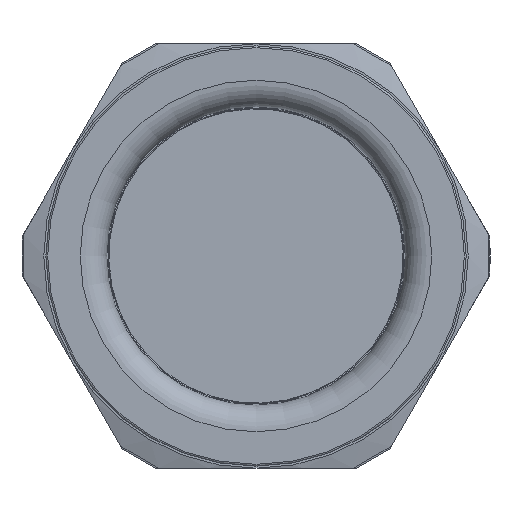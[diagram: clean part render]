
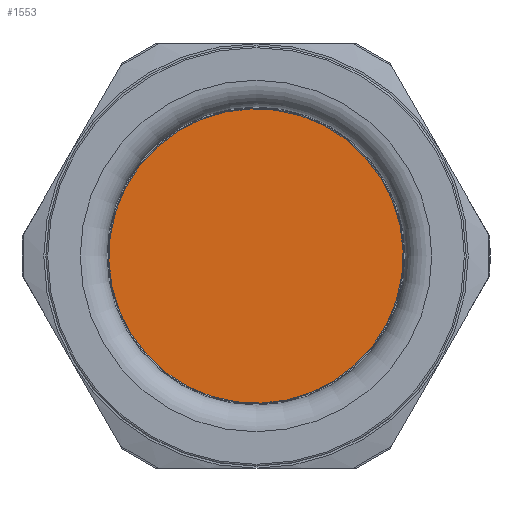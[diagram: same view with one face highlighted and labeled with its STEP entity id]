
A CAD part, left-side view. The second image highlights one B-rep face of the part: STEP entity #1553.
In plain terms, the highlighted planar face has unit normal (-1, 0, 0).
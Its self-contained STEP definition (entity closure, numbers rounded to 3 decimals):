
#203=PLANE('',#1818);
#413=FACE_OUTER_BOUND('',#573,.T.);
#573=EDGE_LOOP('',(#1410));
#655=CIRCLE('',#1794,16.65);
#796=VERTEX_POINT('',#7544);
#997=EDGE_CURVE('',#796,#796,#655,.T.);
#1410=ORIENTED_EDGE('',*,*,#997,.F.);
#1553=ADVANCED_FACE('',(#413),#203,.T.);
#1794=AXIS2_PLACEMENT_3D('',#7545,#2203,#2204);
#1818=AXIS2_PLACEMENT_3D('',#7580,#2251,#2252);
#2203=DIRECTION('center_axis',(1.,0.,0.));
#2204=DIRECTION('ref_axis',(0.,0.,-1.));
#2251=DIRECTION('center_axis',(-1.,0.,0.));
#2252=DIRECTION('ref_axis',(0.,0.,1.));
#7544=CARTESIAN_POINT('',(-0.034,16.65,0.));
#7545=CARTESIAN_POINT('Origin',(-0.034,0.,0.));
#7580=CARTESIAN_POINT('Origin',(-0.034,16.65,0.));
